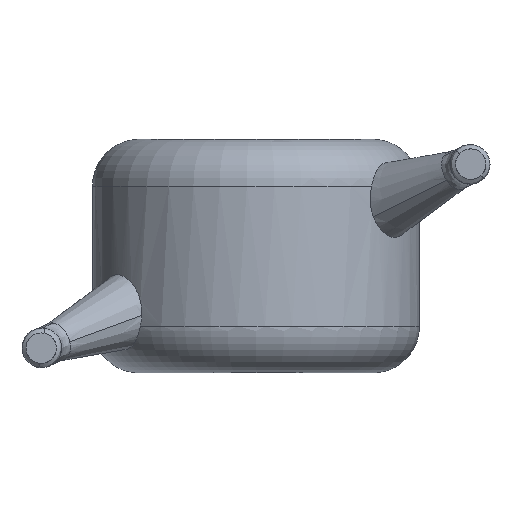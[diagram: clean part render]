
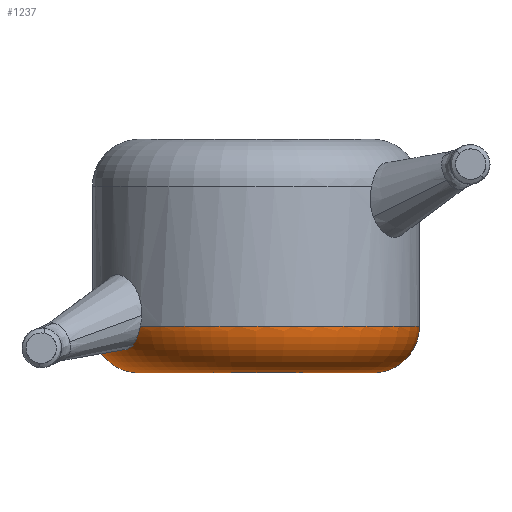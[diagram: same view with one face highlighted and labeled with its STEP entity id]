
A CAD part, front view. The second image highlights one B-rep face of the part: STEP entity #1237.
In plain terms, the highlighted toroidal (fillet/blend) face has major radius 2.5 mm and minor radius 1 mm.
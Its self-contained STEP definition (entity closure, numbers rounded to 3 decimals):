
#9 = CARTESIAN_POINT ( 'NONE',  ( 0., 0., 1. ) ) ;
#29 = VERTEX_POINT ( 'NONE', #3676 ) ;
#35 = AXIS2_PLACEMENT_3D ( 'NONE', #1407, #1733, #3043 ) ;
#79 = AXIS2_PLACEMENT_3D ( 'NONE', #3440, #3776, #4095 ) ;
#211 = ORIENTED_EDGE ( 'NONE', *, *, #1786, .F. ) ;
#265 = CARTESIAN_POINT ( 'NONE',  ( -2.665, -2.105, 0.542 ) ) ;
#306 = CIRCLE ( 'NONE', #35, 3.5 ) ;
#511 = VERTEX_POINT ( 'NONE', #1372 ) ;
#542 = EDGE_LOOP ( 'NONE', ( #2843, #3823, #1179, #2534, #4182, #211 ) ) ;
#543 = CARTESIAN_POINT ( 'NONE',  ( -3.24, -1.303, 0.861 ) ) ;
#567 = B_SPLINE_CURVE_WITH_KNOTS ( 'NONE', 3,
 ( #4155, #1481, #543, #2483, #4168, #2189, #3128, #1154, #265, #1889, #3241, #620 ),
 .UNSPECIFIED., .F., .F.,
 ( 4, 2, 2, 2, 2, 4 ),
 ( 0., 0., 0., 0.001, 0.001, 0.002 ),
 .UNSPECIFIED. ) ;
#620 = CARTESIAN_POINT ( 'NONE',  ( -2.475, -2.474, 1. ) ) ;
#720 = CARTESIAN_POINT ( 'NONE',  ( -2.475, -2.474, 1. ) ) ;
#769 = DIRECTION ( 'NONE',  ( 1., 0., 0. ) ) ;
#782 = VERTEX_POINT ( 'NONE', #720 ) ;
#793 = VERTEX_POINT ( 'NONE', #3997 ) ;
#946 = DIRECTION ( 'NONE',  ( 1., 0., 0. ) ) ;
#1021 = CARTESIAN_POINT ( 'NONE',  ( -2.5, 0., 1. ) ) ;
#1154 = CARTESIAN_POINT ( 'NONE',  ( -2.737, -1.962, 0.497 ) ) ;
#1161 = CARTESIAN_POINT ( 'NONE',  ( 2.5, 0., 1. ) ) ;
#1179 = ORIENTED_EDGE ( 'NONE', *, *, #1901, .T. ) ;
#1208 = CIRCLE ( 'NONE', #3080, 2.5 ) ;
#1237 = ADVANCED_FACE ( 'NONE', ( #3442 ), #3437, .T. ) ;
#1286 = AXIS2_PLACEMENT_3D ( 'NONE', #9, #3931, #946 ) ;
#1287 = VERTEX_POINT ( 'NONE', #2854 ) ;
#1372 = CARTESIAN_POINT ( 'NONE',  ( 3.5, 0., 1. ) ) ;
#1404 = EDGE_CURVE ( 'NONE', #2288, #782, #567, .T. ) ;
#1407 = CARTESIAN_POINT ( 'NONE',  ( 0., 0., 1. ) ) ;
#1481 = CARTESIAN_POINT ( 'NONE',  ( -3.262, -1.268, 0.928 ) ) ;
#1620 = CIRCLE ( 'NONE', #1286, 3.5 ) ;
#1631 = EDGE_CURVE ( 'NONE', #793, #1287, #3129, .T. ) ;
#1733 = DIRECTION ( 'NONE',  ( 0., 0., 1. ) ) ;
#1786 = EDGE_CURVE ( 'NONE', #1287, #2288, #306, .T. ) ;
#1836 = DIRECTION ( 'NONE',  ( 0., 0., -1. ) ) ;
#1889 = CARTESIAN_POINT ( 'NONE',  ( -2.553, -2.345, 0.718 ) ) ;
#1901 = EDGE_CURVE ( 'NONE', #29, #511, #4062, .T. ) ;
#2093 = CARTESIAN_POINT ( 'NONE',  ( -3.275, -1.235, 1. ) ) ;
#2189 = CARTESIAN_POINT ( 'NONE',  ( -3.013, -1.576, 0.551 ) ) ;
#2288 = VERTEX_POINT ( 'NONE', #2093 ) ;
#2359 = EDGE_CURVE ( 'NONE', #29, #793, #1208, .T. ) ;
#2416 = DIRECTION ( 'NONE',  ( 0., 0., -1. ) ) ;
#2483 = CARTESIAN_POINT ( 'NONE',  ( -3.18, -1.384, 0.739 ) ) ;
#2534 = ORIENTED_EDGE ( 'NONE', *, *, #2882, .F. ) ;
#2671 = AXIS2_PLACEMENT_3D ( 'NONE', #1021, #3331, #2987 ) ;
#2843 = ORIENTED_EDGE ( 'NONE', *, *, #1631, .F. ) ;
#2854 = CARTESIAN_POINT ( 'NONE',  ( -3.5, 0., 1. ) ) ;
#2882 = EDGE_CURVE ( 'NONE', #782, #511, #1620, .T. ) ;
#2987 = DIRECTION ( 'NONE',  ( -1., 0., 0. ) ) ;
#3043 = DIRECTION ( 'NONE',  ( 1., 0., 0. ) ) ;
#3080 = AXIS2_PLACEMENT_3D ( 'NONE', #3380, #2416, #769 ) ;
#3108 = AXIS2_PLACEMENT_3D ( 'NONE', #1161, #3797, #1836 ) ;
#3128 = CARTESIAN_POINT ( 'NONE',  ( -2.911, -1.698, 0.501 ) ) ;
#3129 = CIRCLE ( 'NONE', #2671, 1. ) ;
#3241 = CARTESIAN_POINT ( 'NONE',  ( -2.513, -2.437, 0.849 ) ) ;
#3331 = DIRECTION ( 'NONE',  ( 0., 1., 0. ) ) ;
#3380 = CARTESIAN_POINT ( 'NONE',  ( 0., 0., 0. ) ) ;
#3437 = TOROIDAL_SURFACE ( 'NONE', #79, 2.5, 1. ) ;
#3440 = CARTESIAN_POINT ( 'NONE',  ( 0., 0., 1. ) ) ;
#3442 = FACE_OUTER_BOUND ( 'NONE', #542, .T. ) ;
#3676 = CARTESIAN_POINT ( 'NONE',  ( 2.5, 0., 0. ) ) ;
#3776 = DIRECTION ( 'NONE',  ( 0., 0., 1. ) ) ;
#3797 = DIRECTION ( 'NONE',  ( 0., -1., 0. ) ) ;
#3823 = ORIENTED_EDGE ( 'NONE', *, *, #2359, .F. ) ;
#3931 = DIRECTION ( 'NONE',  ( 0., 0., 1. ) ) ;
#3997 = CARTESIAN_POINT ( 'NONE',  ( -2.5, 0., 0. ) ) ;
#4062 = CIRCLE ( 'NONE', #3108, 1. ) ;
#4095 = DIRECTION ( 'NONE',  ( 1., 0., 0. ) ) ;
#4155 = CARTESIAN_POINT ( 'NONE',  ( -3.275, -1.235, 1. ) ) ;
#4168 = CARTESIAN_POINT ( 'NONE',  ( -3.141, -1.429, 0.684 ) ) ;
#4182 = ORIENTED_EDGE ( 'NONE', *, *, #1404, .F. ) ;
